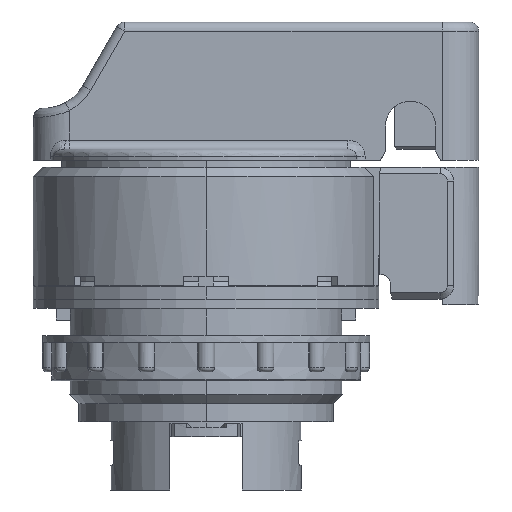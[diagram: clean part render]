
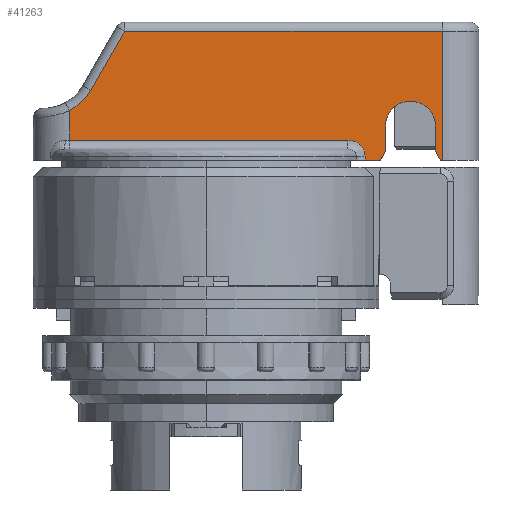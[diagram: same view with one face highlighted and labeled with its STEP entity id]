
A CAD part, left-side view. The second image highlights one B-rep face of the part: STEP entity #41263.
In plain terms, the highlighted planar face has unit normal (-1, 0, 0).
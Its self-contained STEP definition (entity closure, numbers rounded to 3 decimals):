
#124 = VERTEX_POINT ( 'NONE', #25364 ) ;
#320 = ORIENTED_EDGE ( 'NONE', *, *, #8617, .T. ) ;
#628 = CARTESIAN_POINT ( 'NONE',  ( -4., -22.5, 5.35 ) ) ;
#1067 = CARTESIAN_POINT ( 'NONE',  ( -4., -26., 15.8 ) ) ;
#1229 = DIRECTION ( 'NONE',  ( 0., -1., 0. ) ) ;
#1283 = CARTESIAN_POINT ( 'NONE',  ( -4., -17.5, 1.6 ) ) ;
#2254 = CARTESIAN_POINT ( 'NONE',  ( -4., -26., 16.8 ) ) ;
#2542 = DIRECTION ( 'NONE',  ( 0., 0.5, -0.866 ) ) ;
#2756 = CARTESIAN_POINT ( 'NONE',  ( -4., -17.5, 16.8 ) ) ;
#2788 = DIRECTION ( 'NONE',  ( 0., 0., -1. ) ) ;
#3194 = DIRECTION ( 'NONE',  ( 0., -0.5, 0.866 ) ) ;
#3800 = ORIENTED_EDGE ( 'NONE', *, *, #49944, .T. ) ;
#4038 = LINE ( 'NONE', #9828, #46805 ) ;
#4232 = CARTESIAN_POINT ( 'NONE',  ( -4., -17.5, 2. ) ) ;
#5592 = LINE ( 'NONE', #15510, #15291 ) ;
#5866 = CARTESIAN_POINT ( 'NONE',  ( -4., 15., 3.8 ) ) ;
#6012 = VERTEX_POINT ( 'NONE', #53654 ) ;
#6217 = VERTEX_POINT ( 'NONE', #43371 ) ;
#6622 = EDGE_LOOP ( 'NONE', ( #9665, #53574, #53628, #25980, #44861, #21302, #33045, #43557, #320, #33861, #46640, #3800, #25357, #29892, #11125 ) ) ;
#7269 = EDGE_CURVE ( 'NONE', #43721, #47067, #14561, .T. ) ;
#7367 = CIRCLE ( 'NONE', #20014, 6. ) ;
#8617 = EDGE_CURVE ( 'NONE', #17974, #124, #53608, .T. ) ;
#8836 = CARTESIAN_POINT ( 'NONE',  ( -4., 15., 7.047 ) ) ;
#8973 = AXIS2_PLACEMENT_3D ( 'NONE', #42289, #17463, #17638 ) ;
#9665 = ORIENTED_EDGE ( 'NONE', *, *, #38641, .T. ) ;
#9828 = CARTESIAN_POINT ( 'NONE',  ( -4., -25.827, 1.6 ) ) ;
#9872 = EDGE_CURVE ( 'NONE', #47067, #6217, #5592, .T. ) ;
#10044 = DIRECTION ( 'NONE',  ( 0., -1., 0. ) ) ;
#10990 = CARTESIAN_POINT ( 'NONE',  ( -4., -25.25, 16.8 ) ) ;
#11125 = ORIENTED_EDGE ( 'NONE', *, *, #19184, .T. ) ;
#11768 = FACE_OUTER_BOUND ( 'NONE', #6622, .T. ) ;
#11962 = VECTOR ( 'NONE', #1229, 1000. ) ;
#13209 = EDGE_CURVE ( 'NONE', #51559, #32748, #20153, .T. ) ;
#13619 = DIRECTION ( 'NONE',  ( 0., 0., -1. ) ) ;
#14561 = LINE ( 'NONE', #22191, #11962 ) ;
#15291 = VECTOR ( 'NONE', #3194, 1000. ) ;
#15510 = CARTESIAN_POINT ( 'NONE',  ( -4., -19.75, 2.6 ) ) ;
#16782 = EDGE_CURVE ( 'NONE', #41732, #124, #27661, .T. ) ;
#16898 = CARTESIAN_POINT ( 'NONE',  ( -4., -17.101, 3.116 ) ) ;
#17074 = VECTOR ( 'NONE', #10044, 1000. ) ;
#17448 = CARTESIAN_POINT ( 'NONE',  ( -4., -17.302, 2.814 ) ) ;
#17463 = DIRECTION ( 'NONE',  ( 1., 0., 0. ) ) ;
#17638 = DIRECTION ( 'NONE',  ( 0., 1., 0. ) ) ;
#17974 = VERTEX_POINT ( 'NONE', #52251 ) ;
#18223 = CARTESIAN_POINT ( 'NONE',  ( -4., 15., 3.8 ) ) ;
#18725 = B_SPLINE_CURVE_WITH_KNOTS ( 'NONE', 3,
 ( #41899, #33244, #25409, #45706, #29039, #50563, #25761, #20878, #16898, #37933, #17448, #33958, #25225, #4232 ),
 .UNSPECIFIED., .F., .F.,
 ( 4, 2, 2, 2, 2, 2, 4 ),
 ( 0., 0.001, 0.001, 0.001, 0.002, 0.002, 0.003 ),
 .UNSPECIFIED. ) ;
#18977 = LINE ( 'NONE', #27700, #43626 ) ;
#19184 = EDGE_CURVE ( 'NONE', #43239, #30535, #41098, .T. ) ;
#19891 = DIRECTION ( 'NONE',  ( 0., 1., 0. ) ) ;
#20014 = AXIS2_PLACEMENT_3D ( 'NONE', #20080, #27878, #19891 ) ;
#20080 = CARTESIAN_POINT ( 'NONE',  ( -4., 17.9, 12.3 ) ) ;
#20153 = CIRCLE ( 'NONE', #52965, 2.75 ) ;
#20183 = VERTEX_POINT ( 'NONE', #45185 ) ;
#20435 = VECTOR ( 'NONE', #51480, 1000. ) ;
#20878 = CARTESIAN_POINT ( 'NONE',  ( -4., -17.022, 3.206 ) ) ;
#21302 = ORIENTED_EDGE ( 'NONE', *, *, #13209, .T. ) ;
#22191 = CARTESIAN_POINT ( 'NONE',  ( -4., 15., 1.6 ) ) ;
#23160 = VECTOR ( 'NONE', #39035, 1000. ) ;
#23628 = LINE ( 'NONE', #27971, #20435 ) ;
#23861 = LINE ( 'NONE', #38502, #28377 ) ;
#24212 = LINE ( 'NONE', #2756, #43073 ) ;
#24303 = DIRECTION ( 'NONE',  ( 0., 1., 0. ) ) ;
#25203 = VERTEX_POINT ( 'NONE', #8836 ) ;
#25225 = CARTESIAN_POINT ( 'NONE',  ( -4., -17.5, 2.243 ) ) ;
#25357 = ORIENTED_EDGE ( 'NONE', *, *, #39600, .T. ) ;
#25364 = CARTESIAN_POINT ( 'NONE',  ( -4., -26., 1.6 ) ) ;
#25409 = CARTESIAN_POINT ( 'NONE',  ( -4., -16.1, 3.756 ) ) ;
#25761 = CARTESIAN_POINT ( 'NONE',  ( -4., -16.847, 3.37 ) ) ;
#25980 = ORIENTED_EDGE ( 'NONE', *, *, #9872, .T. ) ;
#26948 = LINE ( 'NONE', #10990, #30868 ) ;
#27661 = LINE ( 'NONE', #2254, #40624 ) ;
#27700 = CARTESIAN_POINT ( 'NONE',  ( -4., 10.03, 13.931 ) ) ;
#27878 = DIRECTION ( 'NONE',  ( 1., 0., 0. ) ) ;
#27971 = CARTESIAN_POINT ( 'NONE',  ( -4., 9.528, 15.8 ) ) ;
#28377 = VECTOR ( 'NONE', #43555, 1000. ) ;
#29039 = CARTESIAN_POINT ( 'NONE',  ( -4., -16.546, 3.572 ) ) ;
#29082 = EDGE_CURVE ( 'NONE', #32748, #43393, #26948, .T. ) ;
#29892 = ORIENTED_EDGE ( 'NONE', *, *, #33489, .T. ) ;
#29943 = CARTESIAN_POINT ( 'NONE',  ( -4., -19.75, 5.35 ) ) ;
#30340 = CARTESIAN_POINT ( 'NONE',  ( -4., 12.704, 9.3 ) ) ;
#30535 = VERTEX_POINT ( 'NONE', #47459 ) ;
#30868 = VECTOR ( 'NONE', #31137, 1000. ) ;
#31137 = DIRECTION ( 'NONE',  ( 0., 0., -1. ) ) ;
#31401 = DIRECTION ( 'NONE',  ( 0., -0.5, -0.866 ) ) ;
#32748 = VERTEX_POINT ( 'NONE', #52692 ) ;
#33045 = ORIENTED_EDGE ( 'NONE', *, *, #29082, .T. ) ;
#33244 = CARTESIAN_POINT ( 'NONE',  ( -4., -15.862, 3.8 ) ) ;
#33489 = EDGE_CURVE ( 'NONE', #25203, #43239, #45395, .T. ) ;
#33861 = ORIENTED_EDGE ( 'NONE', *, *, #16782, .F. ) ;
#33958 = CARTESIAN_POINT ( 'NONE',  ( -4., -17.448, 2.484 ) ) ;
#35054 = CARTESIAN_POINT ( 'NONE',  ( -4., -19.173, 1.6 ) ) ;
#35998 = EDGE_CURVE ( 'NONE', #6217, #51559, #23861, .T. ) ;
#37933 = CARTESIAN_POINT ( 'NONE',  ( -4., -17.241, 2.92 ) ) ;
#38387 = EDGE_CURVE ( 'NONE', #41732, #6012, #23628, .T. ) ;
#38502 = CARTESIAN_POINT ( 'NONE',  ( -4., -19.75, 16.8 ) ) ;
#38641 = EDGE_CURVE ( 'NONE', #30535, #20183, #18725, .T. ) ;
#38643 = CARTESIAN_POINT ( 'NONE',  ( -4., 15., 16.8 ) ) ;
#39035 = DIRECTION ( 'NONE',  ( 0., -1., 0. ) ) ;
#39123 = EDGE_CURVE ( 'NONE', #20183, #43721, #24212, .T. ) ;
#39600 = EDGE_CURVE ( 'NONE', #52995, #25203, #7367, .T. ) ;
#40263 = DIRECTION ( 'NONE',  ( 0., 0., -1. ) ) ;
#40624 = VECTOR ( 'NONE', #2788, 1000. ) ;
#41098 = LINE ( 'NONE', #18223, #17074 ) ;
#41263 = ADVANCED_FACE ( 'NONE', ( #11768 ), #46963, .F. ) ;
#41732 = VERTEX_POINT ( 'NONE', #1067 ) ;
#41899 = CARTESIAN_POINT ( 'NONE',  ( -4., -15.619, 3.8 ) ) ;
#42289 = CARTESIAN_POINT ( 'NONE',  ( -4., 15., 16.8 ) ) ;
#43073 = VECTOR ( 'NONE', #40263, 1000. ) ;
#43239 = VERTEX_POINT ( 'NONE', #5866 ) ;
#43371 = CARTESIAN_POINT ( 'NONE',  ( -4., -19.75, 2.6 ) ) ;
#43393 = VERTEX_POINT ( 'NONE', #47839 ) ;
#43555 = DIRECTION ( 'NONE',  ( 0., 0., 1. ) ) ;
#43557 = ORIENTED_EDGE ( 'NONE', *, *, #53167, .T. ) ;
#43626 = VECTOR ( 'NONE', #2542, 1000. ) ;
#43721 = VERTEX_POINT ( 'NONE', #1283 ) ;
#44861 = ORIENTED_EDGE ( 'NONE', *, *, #35998, .T. ) ;
#45185 = CARTESIAN_POINT ( 'NONE',  ( -4., -17.5, 2. ) ) ;
#45395 = LINE ( 'NONE', #38643, #51788 ) ;
#45706 = CARTESIAN_POINT ( 'NONE',  ( -4., -16.439, 3.625 ) ) ;
#46640 = ORIENTED_EDGE ( 'NONE', *, *, #38387, .T. ) ;
#46805 = VECTOR ( 'NONE', #31401, 1000. ) ;
#46963 = PLANE ( 'NONE',  #8973 ) ;
#47067 = VERTEX_POINT ( 'NONE', #35054 ) ;
#47459 = CARTESIAN_POINT ( 'NONE',  ( -4., -15.619, 3.8 ) ) ;
#47682 = CARTESIAN_POINT ( 'NONE',  ( -4., 15., 1.6 ) ) ;
#47839 = CARTESIAN_POINT ( 'NONE',  ( -4., -25.25, 2.6 ) ) ;
#49944 = EDGE_CURVE ( 'NONE', #6012, #52995, #18977, .T. ) ;
#50563 = CARTESIAN_POINT ( 'NONE',  ( -4., -16.749, 3.445 ) ) ;
#51480 = DIRECTION ( 'NONE',  ( 0., 1., 0. ) ) ;
#51559 = VERTEX_POINT ( 'NONE', #29943 ) ;
#51788 = VECTOR ( 'NONE', #13619, 1000. ) ;
#52251 = CARTESIAN_POINT ( 'NONE',  ( -4., -25.827, 1.6 ) ) ;
#52692 = CARTESIAN_POINT ( 'NONE',  ( -4., -25.25, 5.35 ) ) ;
#52965 = AXIS2_PLACEMENT_3D ( 'NONE', #628, #53090, #24303 ) ;
#52995 = VERTEX_POINT ( 'NONE', #30340 ) ;
#53090 = DIRECTION ( 'NONE',  ( 1., 0., 0. ) ) ;
#53167 = EDGE_CURVE ( 'NONE', #43393, #17974, #4038, .T. ) ;
#53574 = ORIENTED_EDGE ( 'NONE', *, *, #39123, .T. ) ;
#53608 = LINE ( 'NONE', #47682, #23160 ) ;
#53628 = ORIENTED_EDGE ( 'NONE', *, *, #7269, .T. ) ;
#53654 = CARTESIAN_POINT ( 'NONE',  ( -4., 8.951, 15.8 ) ) ;
